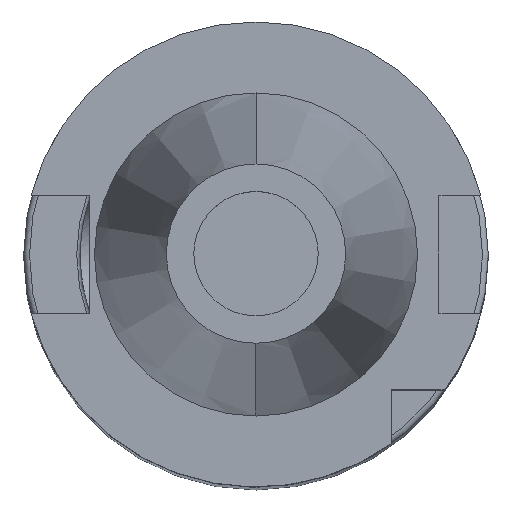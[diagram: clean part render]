
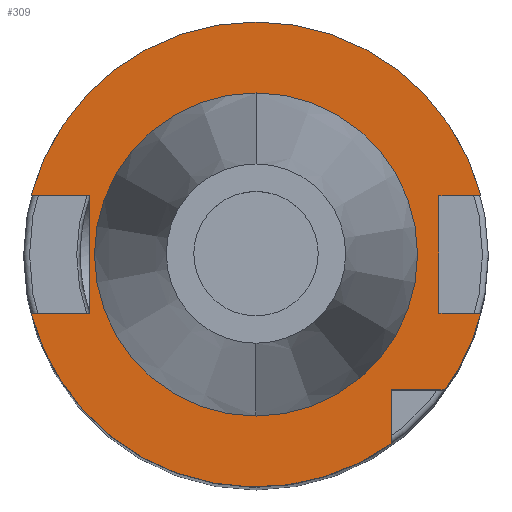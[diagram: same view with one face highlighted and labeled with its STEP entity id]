
A CAD part, top view. The second image highlights one B-rep face of the part: STEP entity #309.
In plain terms, the highlighted planar face has unit normal (0, 0, 1).
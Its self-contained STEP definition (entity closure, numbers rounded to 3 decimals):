
#84=FACE_BOUND('',#450,.T.);
#85=FACE_BOUND('',#451,.T.);
#160=LINE('',#1919,#232);
#162=LINE('',#1923,#234);
#166=LINE('',#1933,#238);
#168=LINE('',#1937,#240);
#171=LINE('',#1943,#243);
#173=LINE('',#1949,#245);
#175=LINE('',#1953,#247);
#177=LINE('',#1959,#249);
#232=VECTOR('',#1497,1.);
#234=VECTOR('',#1501,1.);
#238=VECTOR('',#1511,1.);
#240=VECTOR('',#1515,1.);
#243=VECTOR('',#1520,1.);
#245=VECTOR('',#1528,1.);
#247=VECTOR('',#1532,1.);
#249=VECTOR('',#1540,1.);
#309=ADVANCED_FACE('',(#84,#85),#329,.F.);
#329=PLANE('',#1215);
#450=EDGE_LOOP('',(#736,#737));
#451=EDGE_LOOP('',(#738,#739,#740,#741,#742,#743,#744,#745,#746,#747,#748));
#736=ORIENTED_EDGE('',*,*,#857,.F.);
#737=ORIENTED_EDGE('',*,*,#860,.F.);
#738=ORIENTED_EDGE('',*,*,#1005,.F.);
#739=ORIENTED_EDGE('',*,*,#985,.F.);
#740=ORIENTED_EDGE('',*,*,#1004,.F.);
#741=ORIENTED_EDGE('',*,*,#1002,.T.);
#742=ORIENTED_EDGE('',*,*,#1000,.F.);
#743=ORIENTED_EDGE('',*,*,#998,.T.);
#744=ORIENTED_EDGE('',*,*,#997,.T.);
#745=ORIENTED_EDGE('',*,*,#994,.F.);
#746=ORIENTED_EDGE('',*,*,#992,.F.);
#747=ORIENTED_EDGE('',*,*,#991,.T.);
#748=ORIENTED_EDGE('',*,*,#987,.T.);
#759=VERTEX_POINT('',#1555);
#761=VERTEX_POINT('',#1558);
#843=VERTEX_POINT('',#1918);
#844=VERTEX_POINT('',#1920);
#845=VERTEX_POINT('',#1924);
#846=VERTEX_POINT('',#1925);
#847=VERTEX_POINT('',#1930);
#848=VERTEX_POINT('',#1934);
#849=VERTEX_POINT('',#1938);
#850=VERTEX_POINT('',#1942);
#851=VERTEX_POINT('',#1946);
#852=VERTEX_POINT('',#1950);
#853=VERTEX_POINT('',#1954);
#857=EDGE_CURVE('',#759,#761,#1008,.T.);
#860=EDGE_CURVE('',#761,#759,#1010,.T.);
#985=EDGE_CURVE('',#843,#844,#160,.T.);
#987=EDGE_CURVE('',#845,#846,#162,.T.);
#991=EDGE_CURVE('',#847,#845,#1066,.T.);
#992=EDGE_CURVE('',#847,#848,#166,.T.);
#994=EDGE_CURVE('',#848,#849,#168,.T.);
#997=EDGE_CURVE('',#850,#849,#171,.T.);
#998=EDGE_CURVE('',#851,#850,#1067,.T.);
#1000=EDGE_CURVE('',#851,#852,#173,.T.);
#1002=EDGE_CURVE('',#853,#852,#175,.T.);
#1004=EDGE_CURVE('',#853,#843,#1068,.T.);
#1005=EDGE_CURVE('',#844,#846,#177,.T.);
#1008=CIRCLE('',#1096,21.879);
#1010=CIRCLE('',#1099,21.879);
#1066=CIRCLE('',#1204,31.775);
#1067=CIRCLE('',#1209,31.775);
#1068=CIRCLE('',#1213,31.775);
#1096=AXIS2_PLACEMENT_3D('',#1557,#1232,#1233);
#1099=AXIS2_PLACEMENT_3D('',#1563,#1239,#1240);
#1204=AXIS2_PLACEMENT_3D('',#1931,#1507,#1508);
#1209=AXIS2_PLACEMENT_3D('',#1945,#1523,#1524);
#1213=AXIS2_PLACEMENT_3D('',#1957,#1536,#1537);
#1215=AXIS2_PLACEMENT_3D('',#1960,#1541,#1542);
#1232=DIRECTION('',(0.,0.,1.));
#1233=DIRECTION('',(-1.,0.,0.));
#1239=DIRECTION('',(0.,0.,1.));
#1240=DIRECTION('',(-1.,0.,0.));
#1497=DIRECTION('',(1.,0.,0.));
#1501=DIRECTION('',(1.,0.,0.));
#1507=DIRECTION('',(0.,0.,1.));
#1508=DIRECTION('',(-1.,0.,0.));
#1511=DIRECTION('',(-1.,0.,0.));
#1515=DIRECTION('',(0.,-1.,0.));
#1520=DIRECTION('',(-1.,0.,0.));
#1523=DIRECTION('',(0.,0.,1.));
#1524=DIRECTION('',(-1.,0.,0.));
#1528=DIRECTION('',(-1.,0.,0.));
#1532=DIRECTION('',(0.,1.,0.));
#1536=DIRECTION('',(0.,0.,-1.));
#1537=DIRECTION('',(-1.,0.,0.));
#1540=DIRECTION('',(0.,1.,0.));
#1541=DIRECTION('',(0.,0.,-1.));
#1542=DIRECTION('',(0.,1.,0.));
#1555=CARTESIAN_POINT('',(0.,-21.879,-1.));
#1557=CARTESIAN_POINT('',(0.,0.,-1.));
#1558=CARTESIAN_POINT('',(0.,21.879,-1.));
#1563=CARTESIAN_POINT('',(0.,0.,-1.));
#1918=CARTESIAN_POINT('',(-30.738,-8.05,-1.));
#1919=CARTESIAN_POINT('',(-29.704,-8.05,-1.));
#1920=CARTESIAN_POINT('',(-22.7,-8.05,-1.));
#1923=CARTESIAN_POINT('',(-29.704,8.05,-1.));
#1924=CARTESIAN_POINT('',(-30.738,8.05,-1.));
#1925=CARTESIAN_POINT('',(-22.7,8.05,-1.));
#1930=CARTESIAN_POINT('',(30.738,8.05,-1.));
#1931=CARTESIAN_POINT('',(0.,0.,-1.));
#1933=CARTESIAN_POINT('',(29.704,8.05,-1.));
#1934=CARTESIAN_POINT('',(25.,8.05,-1.));
#1937=CARTESIAN_POINT('',(25.,8.05,-1.));
#1938=CARTESIAN_POINT('',(25.,-8.05,-1.));
#1942=CARTESIAN_POINT('',(30.738,-8.05,-1.));
#1943=CARTESIAN_POINT('',(29.704,-8.05,-1.));
#1945=CARTESIAN_POINT('',(0.,0.,-1.));
#1946=CARTESIAN_POINT('',(25.834,-18.5,-1.));
#1949=CARTESIAN_POINT('',(24.594,-18.5,-1.));
#1950=CARTESIAN_POINT('',(18.5,-18.5,-1.));
#1953=CARTESIAN_POINT('',(18.5,-24.594,-1.));
#1954=CARTESIAN_POINT('',(18.5,-25.834,-1.));
#1957=CARTESIAN_POINT('',(0.,0.,-1.));
#1959=CARTESIAN_POINT('',(-22.7,5.297,-1.));
#1960=CARTESIAN_POINT('',(0.,0.,-1.));
